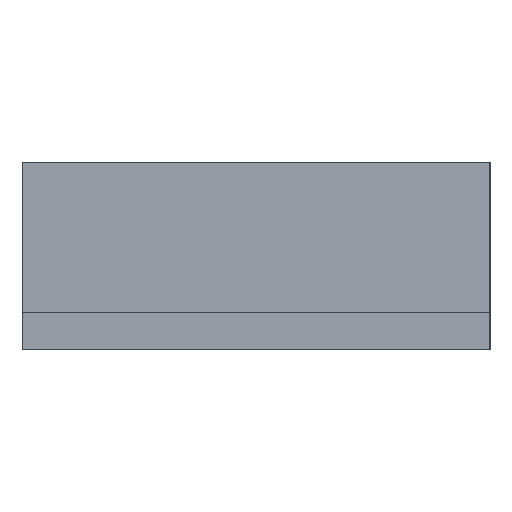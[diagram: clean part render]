
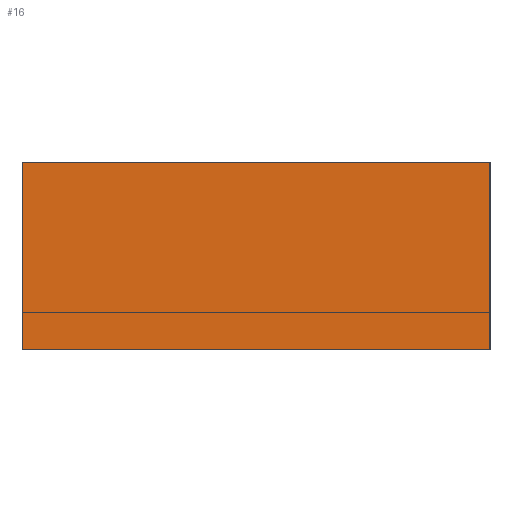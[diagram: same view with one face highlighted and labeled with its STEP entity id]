
A CAD part, left-side view. The second image highlights one B-rep face of the part: STEP entity #16.
In plain terms, the highlighted planar face has unit normal (-1, 0, 0).
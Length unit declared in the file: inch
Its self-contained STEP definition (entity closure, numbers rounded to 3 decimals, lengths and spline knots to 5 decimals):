
#16=ADVANCED_FACE('',(#934),#15594,.T.);
#934=FACE_OUTER_BOUND('',#1852,.T.);
#1852=EDGE_LOOP('',(#2773,#2774,#2775,#2776));
#2773=ORIENTED_EDGE('',*,*,#8269,.T.);
#2774=ORIENTED_EDGE('',*,*,#8270,.T.);
#2775=ORIENTED_EDGE('',*,*,#8271,.F.);
#2776=ORIENTED_EDGE('',*,*,#8266,.F.);
#8266=EDGE_CURVE('',#13762,#13763,#11014,.T.);
#8269=EDGE_CURVE('',#13762,#13765,#11017,.T.);
#8270=EDGE_CURVE('',#13765,#13766,#11018,.T.);
#8271=EDGE_CURVE('',#13763,#13766,#11019,.T.);
#11014=B_SPLINE_CURVE_WITH_KNOTS('',1,(#21128,#21129),.UNSPECIFIED.,.F.,
 .F.,(2,2),(0.,0.25),.UNSPECIFIED.);
#11017=B_SPLINE_CURVE_WITH_KNOTS('',1,(#21134,#21135),.UNSPECIFIED.,.F.,
 .F.,(2,2),(73.24,73.34),.UNSPECIFIED.);
#11018=B_SPLINE_CURVE_WITH_KNOTS('',1,(#21136,#21137),.UNSPECIFIED.,.F.,
 .F.,(2,2),(0.,0.25),.UNSPECIFIED.);
#11019=B_SPLINE_CURVE_WITH_KNOTS('',1,(#21138,#21139),.UNSPECIFIED.,.F.,
 .F.,(2,2),(73.24,73.34),.UNSPECIFIED.);
#13762=VERTEX_POINT('',#19295);
#13763=VERTEX_POINT('',#19296);
#13765=VERTEX_POINT('',#19298);
#13766=VERTEX_POINT('',#19299);
#15594=PLANE('',#16535);
#16535=AXIS2_PLACEMENT_3D('',#18377,#17456,$);
#17456=DIRECTION('',(-1.,0.,0.));
#18377=CARTESIAN_POINT('',(0.,0.,0.));
#19295=CARTESIAN_POINT('',(0.,0.,0.));
#19296=CARTESIAN_POINT('',(0.,0.25,0.));
#19298=CARTESIAN_POINT('',(0.,0.,0.1));
#19299=CARTESIAN_POINT('',(0.,0.25,0.1));
#21128=CARTESIAN_POINT('',(0.,0.,0.));
#21129=CARTESIAN_POINT('',(0.,0.25,0.));
#21134=CARTESIAN_POINT('',(0.,0.,0.));
#21135=CARTESIAN_POINT('',(0.,0.,0.1));
#21136=CARTESIAN_POINT('',(0.,0.,0.1));
#21137=CARTESIAN_POINT('',(0.,0.25,0.1));
#21138=CARTESIAN_POINT('',(0.,0.25,0.));
#21139=CARTESIAN_POINT('',(0.,0.25,0.1));
